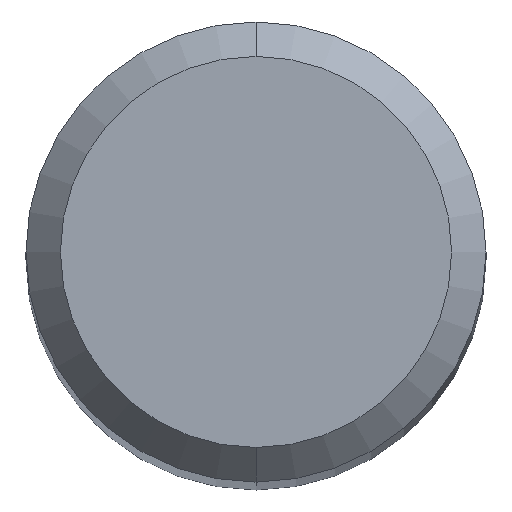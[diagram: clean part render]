
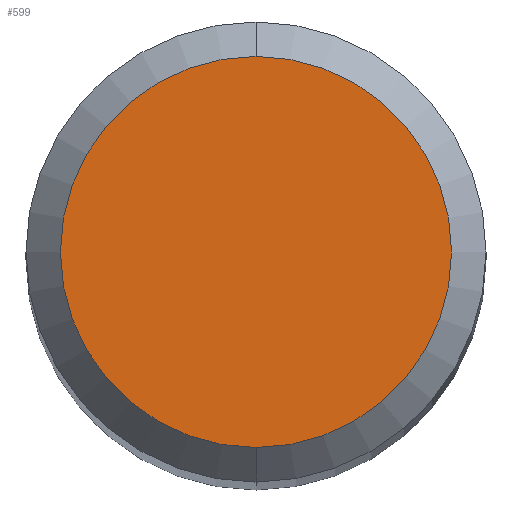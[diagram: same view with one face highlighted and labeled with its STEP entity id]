
A CAD part, top view. The second image highlights one B-rep face of the part: STEP entity #599.
In plain terms, the highlighted planar face has unit normal (0, 0, 1).
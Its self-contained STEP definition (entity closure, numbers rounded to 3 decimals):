
#329=EDGE_CURVE('',#405,#589,#767,.T.);
#405=VERTEX_POINT('',#851);
#433=EDGE_CURVE('',#589,#405,#880,.T.);
#589=VERTEX_POINT('',#1052);
#599=ADVANCED_FACE('',(#1064),#1065,.T.);
#767=CIRCLE('',#1312,1.7);
#851=CARTESIAN_POINT('',(0.0,1.7,0.0));
#880=CIRCLE('',#1520,1.7);
#1052=CARTESIAN_POINT('',(0.,-1.7,0.0));
#1064=FACE_OUTER_BOUND('',#1815,.T.);
#1065=PLANE('',#1816);
#1312=AXIS2_PLACEMENT_3D('',#2007,#2008,#2009);
#1520=AXIS2_PLACEMENT_3D('',#2177,#2178,#2179);
#1815=EDGE_LOOP('',(#2461,#2462));
#1816=AXIS2_PLACEMENT_3D('',#2463,#2464,#2465);
#2007=CARTESIAN_POINT('',(0.0,0.0,0.0));
#2008=DIRECTION('',(0.0,0.0,-1.0));
#2009=DIRECTION('',(0.0,1.0,0.0));
#2177=CARTESIAN_POINT('',(0.0,0.0,0.0));
#2178=DIRECTION('',(0.0,0.0,-1.0));
#2179=DIRECTION('',(0.0,1.0,0.0));
#2461=ORIENTED_EDGE('',*,*,#329,.F.);
#2462=ORIENTED_EDGE('',*,*,#433,.F.);
#2463=CARTESIAN_POINT('',(0.0,0.85,0.0));
#2464=DIRECTION('',(-0.0,0.0,1.0));
#2465=DIRECTION('',(0.0,-1.0,0.0));
